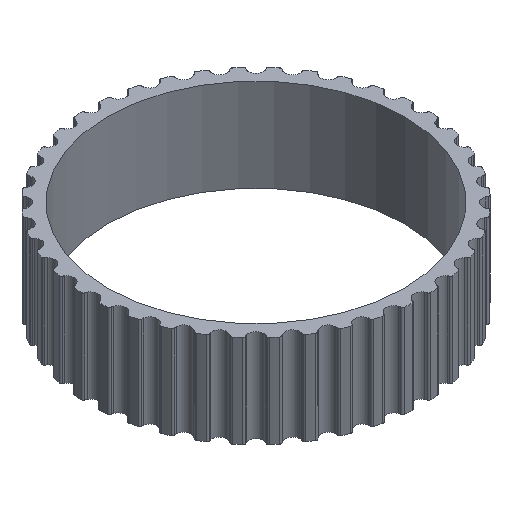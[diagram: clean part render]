
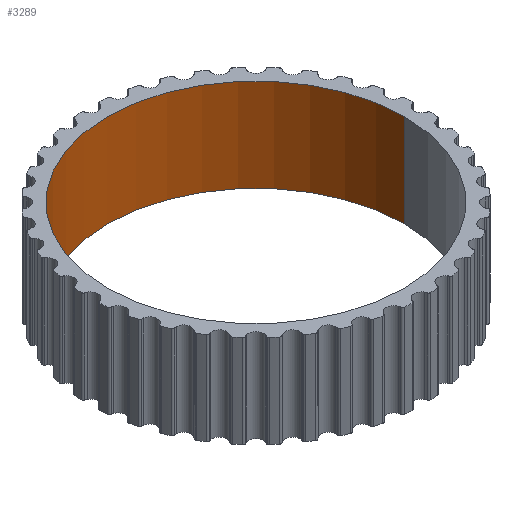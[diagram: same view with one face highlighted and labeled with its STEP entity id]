
A CAD part, isometric view. The second image highlights one B-rep face of the part: STEP entity #3289.
In plain terms, the highlighted cylindrical face has radius 11.2 mm (diameter 22.4 mm), a partial arc.
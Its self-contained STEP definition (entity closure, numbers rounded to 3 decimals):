
#43 = VECTOR ( 'NONE', #4931, 1000. ) ;
#311 = DIRECTION ( 'NONE',  ( 0., 0., 1. ) ) ;
#810 = CARTESIAN_POINT ( 'NONE',  ( 11.2, 0., 3.5 ) ) ;
#933 = CARTESIAN_POINT ( 'NONE',  ( -11.2, 0., -3.5 ) ) ;
#1478 = EDGE_CURVE ( 'NONE', #6196, #4909, #5586, .T. ) ;
#2048 = LINE ( 'NONE', #2069, #43 ) ;
#2069 = CARTESIAN_POINT ( 'NONE',  ( -11.2, 0., 3.5 ) ) ;
#3178 = CARTESIAN_POINT ( 'NONE',  ( 11.2, 0., 3.5 ) ) ;
#3230 = VERTEX_POINT ( 'NONE', #7161 ) ;
#3289 = ADVANCED_FACE ( 'NONE', ( #9648 ), #8592, .F. ) ;
#3319 = EDGE_CURVE ( 'NONE', #3230, #4909, #2048, .T. ) ;
#3456 = AXIS2_PLACEMENT_3D ( 'NONE', #9039, #6896, #8357 ) ;
#3846 = ORIENTED_EDGE ( 'NONE', *, *, #4944, .T. ) ;
#3948 = AXIS2_PLACEMENT_3D ( 'NONE', #8764, #9463, #8665 ) ;
#4118 = CIRCLE ( 'NONE', #8264, 11.2 ) ;
#4384 = VERTEX_POINT ( 'NONE', #810 ) ;
#4534 = ORIENTED_EDGE ( 'NONE', *, *, #3319, .T. ) ;
#4768 = LINE ( 'NONE', #3178, #6899 ) ;
#4909 = VERTEX_POINT ( 'NONE', #933 ) ;
#4931 = DIRECTION ( 'NONE',  ( 0., 0., -1. ) ) ;
#4944 = EDGE_CURVE ( 'NONE', #4384, #3230, #4118, .T. ) ;
#5538 = CARTESIAN_POINT ( 'NONE',  ( 0., 0., 3.5 ) ) ;
#5586 = CIRCLE ( 'NONE', #3456, 11.2 ) ;
#5929 = EDGE_CURVE ( 'NONE', #4384, #6196, #4768, .T. ) ;
#6196 = VERTEX_POINT ( 'NONE', #9500 ) ;
#6461 = ORIENTED_EDGE ( 'NONE', *, *, #1478, .F. ) ;
#6896 = DIRECTION ( 'NONE',  ( 0., 0., 1. ) ) ;
#6899 = VECTOR ( 'NONE', #6971, 1000. ) ;
#6971 = DIRECTION ( 'NONE',  ( 0., 0., -1. ) ) ;
#7144 = DIRECTION ( 'NONE',  ( 1., 0., 0. ) ) ;
#7161 = CARTESIAN_POINT ( 'NONE',  ( -11.2, 0., 3.5 ) ) ;
#8078 = EDGE_LOOP ( 'NONE', ( #9297, #3846, #4534, #6461 ) ) ;
#8264 = AXIS2_PLACEMENT_3D ( 'NONE', #5538, #311, #7144 ) ;
#8357 = DIRECTION ( 'NONE',  ( 1., 0., 0. ) ) ;
#8592 = CYLINDRICAL_SURFACE ( 'NONE', #3948, 11.2 ) ;
#8665 = DIRECTION ( 'NONE',  ( -1., 0., 0. ) ) ;
#8764 = CARTESIAN_POINT ( 'NONE',  ( 0., 0., 3.5 ) ) ;
#9039 = CARTESIAN_POINT ( 'NONE',  ( 0., 0., -3.5 ) ) ;
#9297 = ORIENTED_EDGE ( 'NONE', *, *, #5929, .F. ) ;
#9463 = DIRECTION ( 'NONE',  ( 0., 0., -1. ) ) ;
#9500 = CARTESIAN_POINT ( 'NONE',  ( 11.2, 0., -3.5 ) ) ;
#9648 = FACE_OUTER_BOUND ( 'NONE', #8078, .T. ) ;
